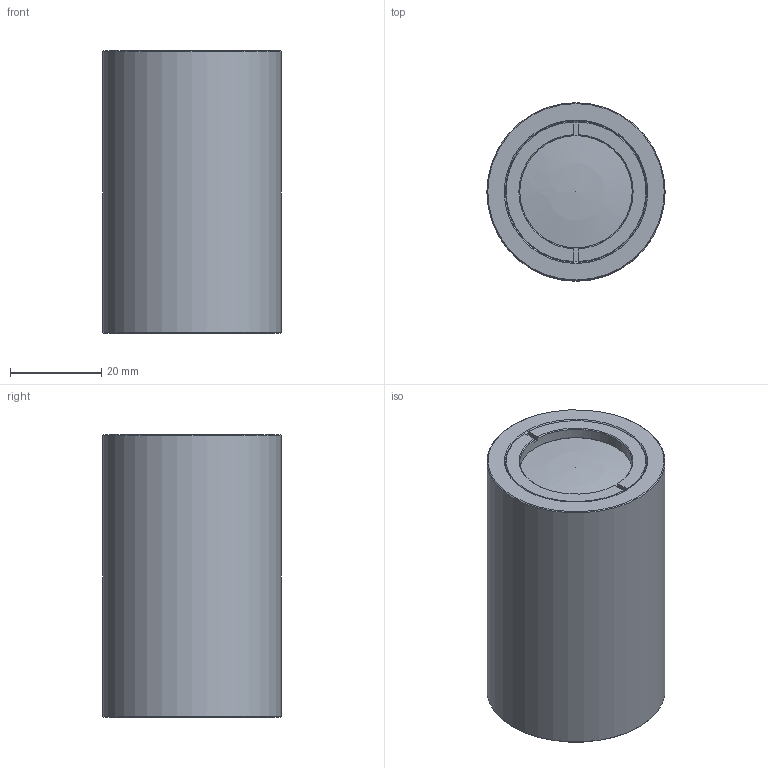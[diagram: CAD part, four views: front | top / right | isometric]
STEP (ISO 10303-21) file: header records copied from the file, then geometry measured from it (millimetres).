
FILE_DESCRIPTION( ('This file contains a STEP AP42 implementation' ,'as created by ZW3D STEP Interface translator.') ,'2;1' );
FILE_NAME( 'SD120091_俋倛3D.stp' ,'24 8 8. 91041', (''), ('ZWCAD Software Co.'), 'Version 1.0', 'ZW3D to STEP translator', '' );
FILE_SCHEMA(('AUTOMOTIVE_DESIGN { 1 0 10303 214 1 1 1 1 }'));
Length unit declared in the file: millimetre
Products named in the file (1): 0
Bounding box: 39 x 39 x 61.8 mm (x, y, z)
Volume: 162.1 mm3; surface area: 11643.9 mm2
Topology: 2 solids, 4 shells, 61 faces, 159 edges, 106 vertices
Faces by surface type: plane 24, cone 22, cylinder 11, sphere 4
Full cylindrical faces by diameter (mm): 24.6 x1, 27.6 x1, 31.2 x1, 31.4 x1, 34 x1, 35.2 x1, 39 x1
Entity records: 2006 total; most frequent: CARTESIAN_POINT 389, DIRECTION 337, ORIENTED_EDGE 318, EDGE_CURVE 157, AXIS2_PLACEMENT_3D 142, VERTEX_POINT 106, CIRCLE 80, EDGE_LOOP 69
